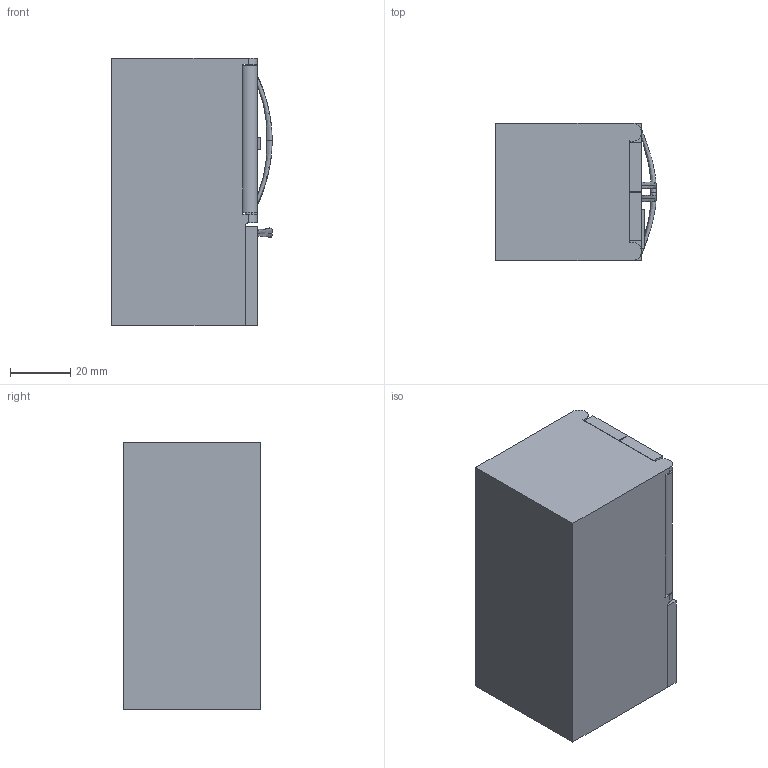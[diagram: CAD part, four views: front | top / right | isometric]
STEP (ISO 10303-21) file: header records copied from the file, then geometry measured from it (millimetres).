
FILE_DESCRIPTION(/* description */ (''),/* implementation_level */ '2;1');
FILE_NAME(/* name */ 'LGFridge v3.step',/* time_stamp */ '2024-07-30T19:43:43-04:00',/* author */ (''),/* organization */ (''),/* preprocessor_version */ 'ST-DEVELOPER v20',/* originating_system */ 'Autodesk Translation Framework v13.14.0.145',/* authorisation */ '');
FILE_SCHEMA (('AUTOMOTIVE_DESIGN { 1 0 10303 214 3 1 1 }'));
Length unit declared in the file: millimetre
Products named in the file (5): LGFridge; Shelf; BottomDrawer; Door1; Door1 (1)
Assembly tree (4 placements, depth 2):
  LGFridge
    Shelf
    BottomDrawer
    Door1
    Door1 (1)
Bounding box: 53.29 x 45.41 x 88.58 mm (x, y, z)
Volume: 82930.3 mm3; surface area: 59286.9 mm2
Topology: 4 solids, 4 shells, 127 faces, 325 edges, 214 vertices
Faces by surface type: plane 90, bspline 20, cylinder 17
Full cylindrical faces by diameter (mm): 2 x4, 2.6 x2
Entity records: 5632 total; most frequent: CARTESIAN_POINT 2511, ORIENTED_EDGE 650, DIRECTION 553, EDGE_CURVE 325, LINE 237, VECTOR 237, VERTEX_POINT 214, AXIS2_PLACEMENT_3D 158
